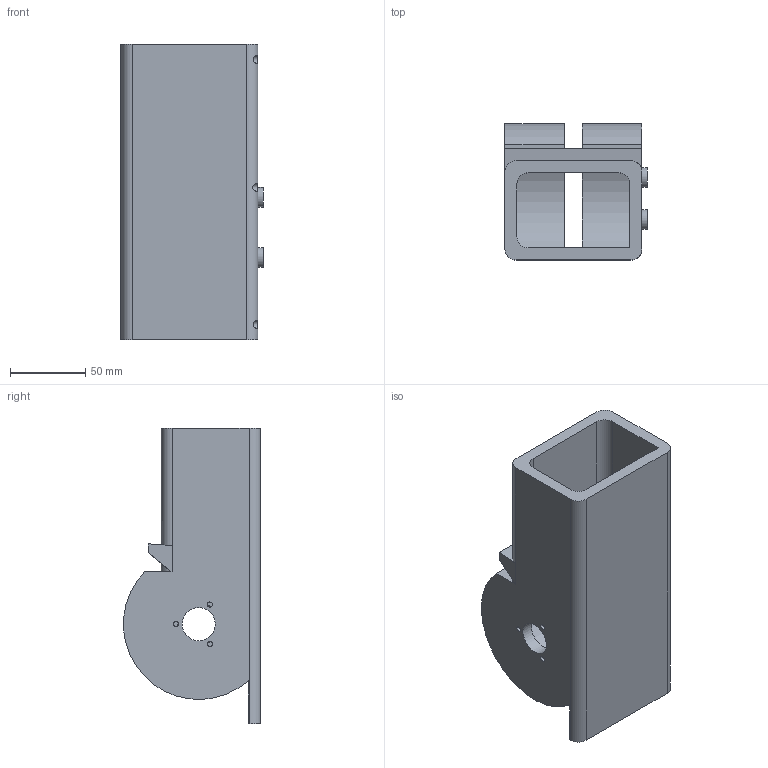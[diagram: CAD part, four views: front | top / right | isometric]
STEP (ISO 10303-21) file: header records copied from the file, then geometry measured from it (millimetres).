
FILE_DESCRIPTION(/* description */ (''),/* implementation_level */ '2;1');
FILE_NAME(/* name */ 'Bicep.stp',/* time_stamp */ '2025-10-24T01:02:39-05:00',/* author */ ('aul12'),/* organization */ (''),/* preprocessor_version */ 'ST-DEVELOPER v19.2',/* originating_system */ 'Autodesk Inventor 2024',/* authorisation */ '');
FILE_SCHEMA (('AUTOMOTIVE_DESIGN { 1 0 10303 214 3 1 1 }'));
Length unit declared in the file: millimetre
Products named in the file (1): BicepFR
Bounding box: 94.5 x 90.85 x 196 mm (x, y, z)
Volume: 458922.4 mm3; surface area: 125736.3 mm2
Topology: 1 solids, 1 shells, 72 faces, 193 edges, 129 vertices
Faces by surface type: cylinder 36, plane 31, cone 5
Full cylindrical faces by diameter (mm): 3 x5, 3.5 x3, 4 x4, 5.25 x5, 13 x2, 22 x1, 28 x1
Entity records: 2472 total; most frequent: CARTESIAN_POINT 542, DIRECTION 399, ORIENTED_EDGE 376, EDGE_CURVE 188, AXIS2_PLACEMENT_3D 146, VERTEX_POINT 129, LINE 107, VECTOR 107
